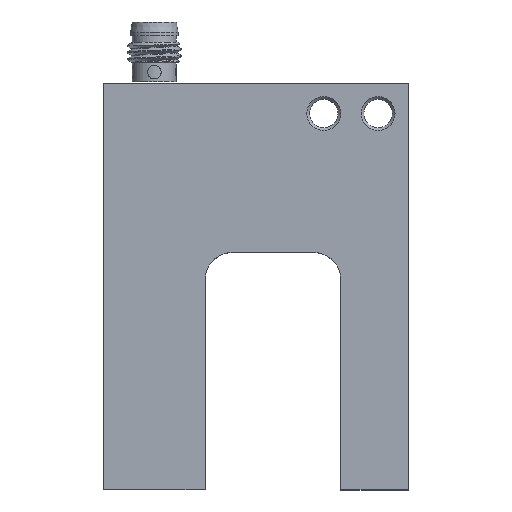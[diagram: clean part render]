
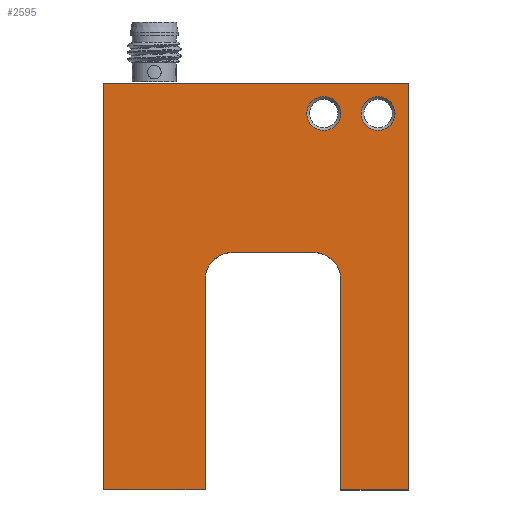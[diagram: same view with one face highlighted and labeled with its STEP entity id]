
A CAD part, top view. The second image highlights one B-rep face of the part: STEP entity #2595.
In plain terms, the highlighted planar face has unit normal (0, 0, 1).
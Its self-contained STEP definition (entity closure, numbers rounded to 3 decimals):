
#2197 = EDGE_CURVE ( 'NONE', #2461, #2426, #3840, .T. ) ;
#2198 = EDGE_CURVE ( 'NONE', #2439, #2304, #3762, .T. ) ;
#2209 = EDGE_CURVE ( 'NONE', #2272, #2224, #3670, .T. ) ;
#2221 = VERTEX_POINT ( 'NONE', #3800 ) ;
#2224 = VERTEX_POINT ( 'NONE', #3796 ) ;
#2231 = EDGE_CURVE ( 'NONE', #2652, #2266, #4005, .T. ) ;
#2266 = VERTEX_POINT ( 'NONE', #3982 ) ;
#2269 = EDGE_CURVE ( 'NONE', #2266, #2221, #4053, .T. ) ;
#2272 = VERTEX_POINT ( 'NONE', #3981 ) ;
#2280 = EDGE_CURVE ( 'NONE', #2221, #2272, #4040, .T. ) ;
#2286 = VERTEX_POINT ( 'NONE', #3872 ) ;
#2304 = VERTEX_POINT ( 'NONE', #3905 ) ;
#2358 = EDGE_CURVE ( 'NONE', #2360, #2363, #4225, .T. ) ;
#2360 = VERTEX_POINT ( 'NONE', #4111 ) ;
#2363 = VERTEX_POINT ( 'NONE', #4113 ) ;
#2426 = VERTEX_POINT ( 'NONE', #4473 ) ;
#2439 = VERTEX_POINT ( 'NONE', #4525 ) ;
#2461 = VERTEX_POINT ( 'NONE', #4684 ) ;
#2463 = EDGE_CURVE ( 'NONE', #2461, #2286, #4673, .T. ) ;
#2570 = EDGE_CURVE ( 'NONE', #2652, #2653, #4841, .T. ) ;
#2572 = ORIENTED_EDGE ( 'NONE', *, *, #2649, .T. ) ;
#2585 = ORIENTED_EDGE ( 'NONE', *, *, #2198, .T. ) ;
#2586 = ORIENTED_EDGE ( 'NONE', *, *, #2794, .T. ) ;
#2587 = ORIENTED_EDGE ( 'NONE', *, *, #2358, .T. ) ;
#2594 = ORIENTED_EDGE ( 'NONE', *, *, #2721, .T. ) ;
#2595 = ADVANCED_FACE ( 'NONE', ( #5032, #5047, #5045 ), #5041, .F. ) ;
#2596 = EDGE_LOOP ( 'NONE', ( #2587, #2586 ) ) ;
#2598 = ORIENTED_EDGE ( 'NONE', *, *, #2269, .T. ) ;
#2601 = EDGE_LOOP ( 'NONE', ( #2594, #2572, #2744, #2778, #2779, #2776, #2622, #2598, #2740, #2831 ) ) ;
#2622 = ORIENTED_EDGE ( 'NONE', *, *, #2231, .T. ) ;
#2647 = VERTEX_POINT ( 'NONE', #4929 ) ;
#2649 = EDGE_CURVE ( 'NONE', #2647, #2286, #4986, .T. ) ;
#2652 = VERTEX_POINT ( 'NONE', #4981 ) ;
#2653 = VERTEX_POINT ( 'NONE', #4980 ) ;
#2721 = EDGE_CURVE ( 'NONE', #2224, #2647, #5249, .T. ) ;
#2740 = ORIENTED_EDGE ( 'NONE', *, *, #2280, .T. ) ;
#2742 = ORIENTED_EDGE ( 'NONE', *, *, #2785, .T. ) ;
#2744 = ORIENTED_EDGE ( 'NONE', *, *, #2463, .F. ) ;
#2776 = ORIENTED_EDGE ( 'NONE', *, *, #2570, .F. ) ;
#2777 = EDGE_CURVE ( 'NONE', #2653, #2426, #5463, .T. ) ;
#2778 = ORIENTED_EDGE ( 'NONE', *, *, #2197, .T. ) ;
#2779 = ORIENTED_EDGE ( 'NONE', *, *, #2777, .F. ) ;
#2785 = EDGE_CURVE ( 'NONE', #2304, #2439, #5426, .T. ) ;
#2794 = EDGE_CURVE ( 'NONE', #2363, #2360, #5306, .T. ) ;
#2830 = EDGE_LOOP ( 'NONE', ( #2585, #2742 ) ) ;
#2831 = ORIENTED_EDGE ( 'NONE', *, *, #2209, .T. ) ;
#3670 = LINE ( 'NONE', #3732, #3731 ) ;
#3730 = DIRECTION ( 'NONE',  ( 1., 0., 0. ) ) ;
#3731 = VECTOR ( 'NONE', #3730, 1000. ) ;
#3732 = CARTESIAN_POINT ( 'NONE',  ( -58.478, -25., 0. ) ) ;
#3749 = DIRECTION ( 'NONE',  ( 0., 1., 0. ) ) ;
#3750 = DIRECTION ( 'NONE',  ( 0., 0., -1. ) ) ;
#3751 = CARTESIAN_POINT ( 'NONE',  ( 10., -4.5, 0. ) ) ;
#3752 = AXIS2_PLACEMENT_3D ( 'NONE', #3751, #3750, #3749 ) ;
#3758 = DIRECTION ( 'NONE',  ( 0., 1., 0. ) ) ;
#3759 = VECTOR ( 'NONE', #3758, 1000. ) ;
#3760 = CARTESIAN_POINT ( 'NONE',  ( 22.5, -30., 0. ) ) ;
#3762 = CIRCLE ( 'NONE', #3752, 2.5 ) ;
#3796 = CARTESIAN_POINT ( 'NONE',  ( 8.5, -25., 0. ) ) ;
#3800 = CARTESIAN_POINT ( 'NONE',  ( -7.5, -29., 0. ) ) ;
#3840 = LINE ( 'NONE', #3760, #3759 ) ;
#3872 = CARTESIAN_POINT ( 'NONE',  ( 12.5, -60., 0. ) ) ;
#3905 = CARTESIAN_POINT ( 'NONE',  ( 10., -2., 0. ) ) ;
#3981 = CARTESIAN_POINT ( 'NONE',  ( -3.5, -25., 0. ) ) ;
#3982 = CARTESIAN_POINT ( 'NONE',  ( -7.5, -60., 0. ) ) ;
#4002 = DIRECTION ( 'NONE',  ( 1., 0., 0. ) ) ;
#4003 = VECTOR ( 'NONE', #4002, 1000. ) ;
#4004 = CARTESIAN_POINT ( 'NONE',  ( -58.478, -60., 0. ) ) ;
#4005 = LINE ( 'NONE', #4004, #4003 ) ;
#4036 = DIRECTION ( 'NONE',  ( 0., 1., 0. ) ) ;
#4037 = DIRECTION ( 'NONE',  ( 0., 0., -1. ) ) ;
#4038 = CARTESIAN_POINT ( 'NONE',  ( -3.5, -29., 0. ) ) ;
#4039 = AXIS2_PLACEMENT_3D ( 'NONE', #4038, #4037, #4036 ) ;
#4040 = CIRCLE ( 'NONE', #4039, 4. ) ;
#4050 = DIRECTION ( 'NONE',  ( 0., 1., 0. ) ) ;
#4051 = VECTOR ( 'NONE', #4050, 1000. ) ;
#4052 = CARTESIAN_POINT ( 'NONE',  ( -7.5, -30., 0. ) ) ;
#4053 = LINE ( 'NONE', #4052, #4051 ) ;
#4108 = DIRECTION ( 'NONE',  ( 0., 1., 0. ) ) ;
#4109 = DIRECTION ( 'NONE',  ( 0., 0., -1. ) ) ;
#4111 = CARTESIAN_POINT ( 'NONE',  ( 18., -7., 0. ) ) ;
#4113 = CARTESIAN_POINT ( 'NONE',  ( 18., -2., 0. ) ) ;
#4121 = AXIS2_PLACEMENT_3D ( 'NONE', #4128, #4109, #4108 ) ;
#4128 = CARTESIAN_POINT ( 'NONE',  ( 18., -4.5, 0. ) ) ;
#4225 = CIRCLE ( 'NONE', #4121, 2.5 ) ;
#4473 = CARTESIAN_POINT ( 'NONE',  ( 22.5, 0., 0. ) ) ;
#4525 = CARTESIAN_POINT ( 'NONE',  ( 10., -7., 0. ) ) ;
#4670 = DIRECTION ( 'NONE',  ( -1., 0., 0. ) ) ;
#4671 = VECTOR ( 'NONE', #4670, 1000. ) ;
#4672 = CARTESIAN_POINT ( 'NONE',  ( -58.478, -60., 0. ) ) ;
#4673 = LINE ( 'NONE', #4672, #4671 ) ;
#4684 = CARTESIAN_POINT ( 'NONE',  ( 22.5, -60., 0. ) ) ;
#4832 = DIRECTION ( 'NONE',  ( 0., 1., 0. ) ) ;
#4833 = VECTOR ( 'NONE', #4832, 1000. ) ;
#4834 = CARTESIAN_POINT ( 'NONE',  ( -22.5, -30., 0. ) ) ;
#4841 = LINE ( 'NONE', #4834, #4833 ) ;
#4929 = CARTESIAN_POINT ( 'NONE',  ( 12.5, -29., 0. ) ) ;
#4980 = CARTESIAN_POINT ( 'NONE',  ( -22.5, 0., 0. ) ) ;
#4981 = CARTESIAN_POINT ( 'NONE',  ( -22.5, -60., 0. ) ) ;
#4983 = DIRECTION ( 'NONE',  ( 0., -1., 0. ) ) ;
#4984 = VECTOR ( 'NONE', #4983, 1000. ) ;
#4985 = CARTESIAN_POINT ( 'NONE',  ( 12.5, -30., 0. ) ) ;
#4986 = LINE ( 'NONE', #4985, #4984 ) ;
#5020 = DIRECTION ( 'NONE',  ( 0., 1., 0. ) ) ;
#5021 = DIRECTION ( 'NONE',  ( 0., 0., -1. ) ) ;
#5032 = FACE_BOUND ( 'NONE', #2596, .T. ) ;
#5035 = CARTESIAN_POINT ( 'NONE',  ( -58.478, -30., 0. ) ) ;
#5041 = PLANE ( 'NONE',  #5096 ) ;
#5045 = FACE_OUTER_BOUND ( 'NONE', #2601, .T. ) ;
#5047 = FACE_BOUND ( 'NONE', #2830, .T. ) ;
#5096 = AXIS2_PLACEMENT_3D ( 'NONE', #5035, #5021, #5020 ) ;
#5249 = CIRCLE ( 'NONE', #5269, 4. ) ;
#5269 = AXIS2_PLACEMENT_3D ( 'NONE', #5279, #5274, #5273 ) ;
#5273 = DIRECTION ( 'NONE',  ( 0., 1., 0. ) ) ;
#5274 = DIRECTION ( 'NONE',  ( 0., 0., -1. ) ) ;
#5279 = CARTESIAN_POINT ( 'NONE',  ( 8.5, -29., 0. ) ) ;
#5301 = DIRECTION ( 'NONE',  ( 0., 1., 0. ) ) ;
#5302 = DIRECTION ( 'NONE',  ( 0., 0., -1. ) ) ;
#5303 = AXIS2_PLACEMENT_3D ( 'NONE', #5472, #5302, #5301 ) ;
#5306 = CIRCLE ( 'NONE', #5303, 2.5 ) ;
#5377 = AXIS2_PLACEMENT_3D ( 'NONE', #5424, #5418, #5417 ) ;
#5417 = DIRECTION ( 'NONE',  ( 0., 1., 0. ) ) ;
#5418 = DIRECTION ( 'NONE',  ( 0., 0., -1. ) ) ;
#5422 = DIRECTION ( 'NONE',  ( 1., 0., 0. ) ) ;
#5423 = VECTOR ( 'NONE', #5422, 1000. ) ;
#5424 = CARTESIAN_POINT ( 'NONE',  ( 10., -4.5, 0. ) ) ;
#5426 = CIRCLE ( 'NONE', #5377, 2.5 ) ;
#5428 = CARTESIAN_POINT ( 'NONE',  ( -58.478, 0., 0. ) ) ;
#5463 = LINE ( 'NONE', #5428, #5423 ) ;
#5472 = CARTESIAN_POINT ( 'NONE',  ( 18., -4.5, 0. ) ) ;
